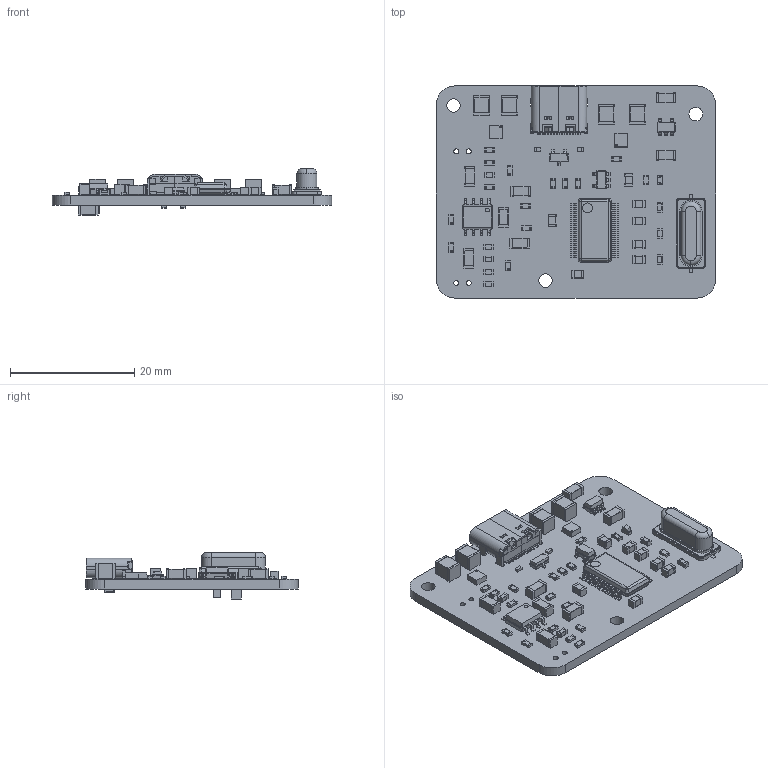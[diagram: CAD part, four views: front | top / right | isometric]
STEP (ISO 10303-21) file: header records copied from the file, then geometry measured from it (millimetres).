
FILE_DESCRIPTION(('KiCad electronic assembly'),'2;1');
FILE_NAME('BinauralMic.step','2024-10-13T14:50:04',('Pcbnew'),('Kicad'), 'Open CASCADE STEP processor 7.8','KiCad to STEP converter','Unknown' );
FILE_SCHEMA(('AUTOMOTIVE_DESIGN { 1 0 10303 214 1 1 1 1 }'));
Length unit declared in the file: millimetre
Products named in the file (30): BinauralMic 1; ABLS-12.000MHz-20-D-3-H-T; ABLS-12.000MHZ-B4-T; C_1206_3216Metric; C_0805_2012Metric; C_0603_1608Metric; R_0603_1608Metric; C_1210_3225Metric; SOT-23-5; SOT_23_5; SOIC-8_3.9x4.9mm_P1.27mm; SOIC_8_39x49mm_P127mm; Coilcraft-XFL2010; LED_0603_1608Metric; D_SOD-882; USB_C_Receptacle_GCT_USB4105-xx-A_16P_TopMnt_Horizontal; USB_C_Receptacle_16P_TopMnt_Horizontal_GCT_USB4105-xx-A; PCM2903CDBR; DB0028A_ASM; SOT-23-3; BinauralMic_PCB
Assembly tree (71 placements, depth 3):
  BinauralMic 1
    ABLS-12.000MHz-20-D-3-H-T
      ABLS-12.000MHZ-B4-T
    C_1206_3216Metric  x8
      C_1206_3216Metric
    C_0805_2012Metric  x8
      C_0805_2012Metric
    C_0603_1608Metric  x4
      C_0603_1608Metric
    R_0603_1608Metric  x20
      R_0603_1608Metric
    C_1210_3225Metric  x4
      C_1210_3225Metric
    SOT-23-5  x2
      SOT_23_5
    SOIC-8_3.9x4.9mm_P1.27mm
      SOIC_8_39x49mm_P127mm
    Coilcraft-XFL2010  x2
      Coilcraft-XFL2010
    LED_0603_1608Metric
      LED_0603_1608Metric
    D_SOD-882  x2
      D_SOD-882
    USB_C_Receptacle_GCT_USB4105-xx-A_16P_TopMnt_Horizontal
      USB_C_Receptacle_16P_TopMnt_Horizontal_GCT_USB4105-xx-A
    PCM2903CDBR
      DB0028A_ASM
    SOT-23-3
      SOT-23-3
    BinauralMic_PCB
Bounding box: 45 x 34.15 x 7.5 mm (x, y, z)
Volume: 3006.6 mm3; surface area: 5090.3 mm2
Topology: 120 solids, 120 shells, 2949 faces, 7509 edges, 4859 vertices
Faces by surface type: plane 1964, cylinder 860, bspline 106, cone 8, sphere 8, torus 3
Full cylindrical faces by diameter (mm): 0.5 x2, 0.6 x1, 0.65 x2, 0.8 x4, 2.2 x3
Entity records: 62105 total; most frequent: CARTESIAN_POINT 9630, ORIENTED_EDGE 8828, DIRECTION 8666, EDGE_CURVE 4414, LINE 3396, VECTOR 3396, VERTEX_POINT 2835, AXIS2_PLACEMENT_3D 2635
